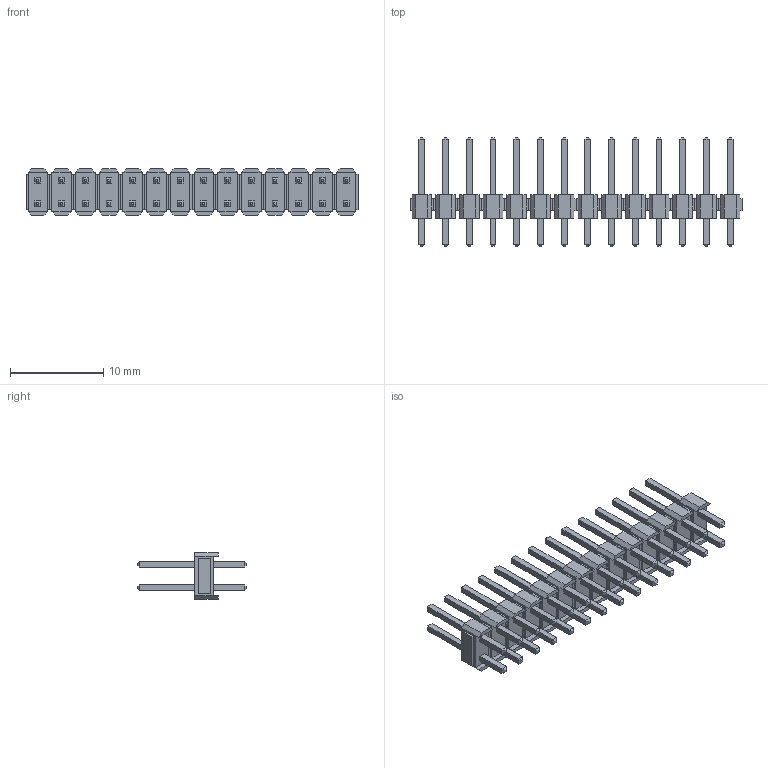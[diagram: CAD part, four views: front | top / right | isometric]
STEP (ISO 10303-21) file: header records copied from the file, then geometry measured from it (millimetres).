
FILE_DESCRIPTION (( 'STEP AP214' ), '1' );
FILE_NAME ('PLD-28.STEP', '2019-06-28T08:56:43', ( '' ), ( '' ), 'SwSTEP 2.0', 'SolidWorks 2018', '' );
FILE_SCHEMA (( 'AUTOMOTIVE_DESIGN' ));
Length unit declared in the file: millimetre
Products named in the file (1): PLD-28
Bounding box: 35.56 x 11.64 x 5 mm (x, y, z)
Volume: 434 mm3; surface area: 1458.2 mm2
Topology: 14 solids, 14 shells, 840 faces, 1904 edges, 1176 vertices
Faces by surface type: plane 840
Entity records: 32019 total; most frequent: CARTESIAN_POINT 3921, ORIENTED_EDGE 3808, DIRECTION 3586, VECTOR 1904, LINE 1904, EDGE_CURVE 1904, VERTEX_POINT 1176, EDGE_LOOP 924
